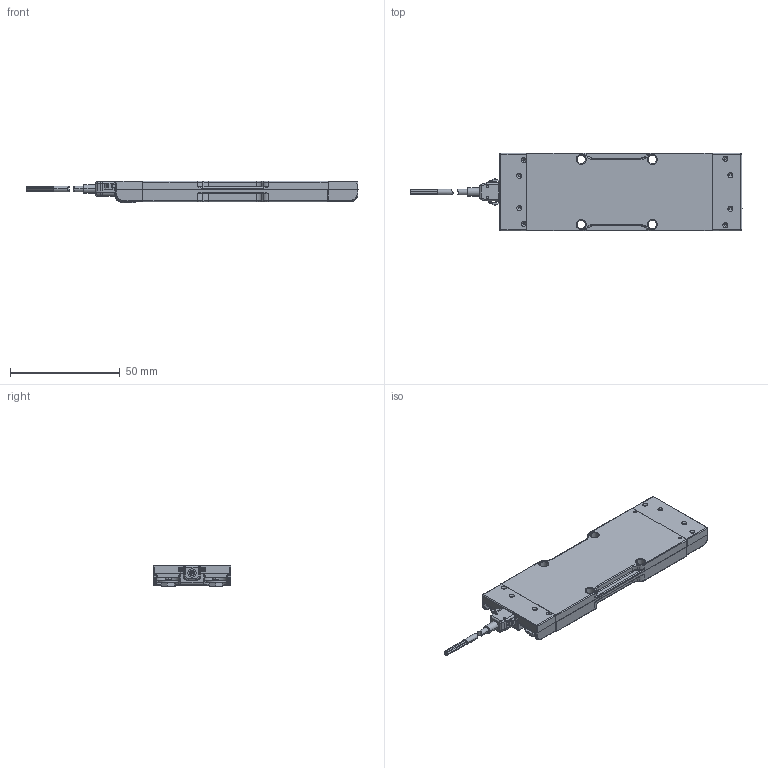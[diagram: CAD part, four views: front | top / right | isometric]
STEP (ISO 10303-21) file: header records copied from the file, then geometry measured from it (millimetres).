
FILE_DESCRIPTION (( 'STEP AP214' ), '1' );
FILE_NAME ('VIA HV BCM 4414 HighCurrent ChassisMount W COMM.STEP', '2021-08-20T17:05:52', ( '' ), ( '' ), 'SwSTEP 2.0', 'SolidWorks 2017', '' );
FILE_SCHEMA (( 'AUTOMOTIVE_DESIGN' ));
Length unit declared in the file: inch
Products named in the file (1): VIA HV BCM 4414 HighCurrent ChassisMount W COMM
Bounding box: 151.51 x 35.54 x 9.89 mm (x, y, z)
Volume: 35844 mm3; surface area: 23682.8 mm2
Topology: 26 solids, 27 shells, 1534 faces, 4003 edges, 2544 vertices
Faces by surface type: cylinder 660, plane 482, bspline 278, cone 89, sphere 25
Entity records: 87735 total; most frequent: CARTESIAN_POINT 41156, ORIENTED_EDGE 7982, DIRECTION 6602, EDGE_CURVE 3991, VERTEX_POINT 2544, AXIS2_PLACEMENT_3D 2420, LINE 1762, VECTOR 1762
